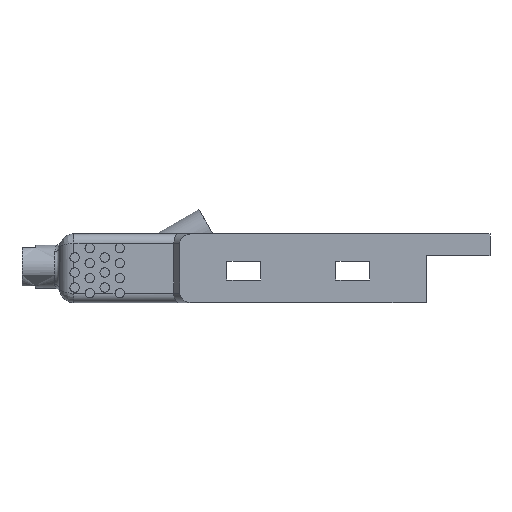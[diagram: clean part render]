
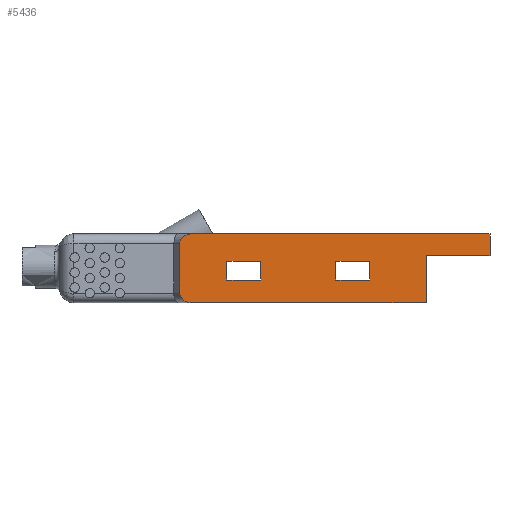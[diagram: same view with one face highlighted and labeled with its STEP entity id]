
A CAD part, front view. The second image highlights one B-rep face of the part: STEP entity #5436.
In plain terms, the highlighted planar face has unit normal (0, -1, 0).
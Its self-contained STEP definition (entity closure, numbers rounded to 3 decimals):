
#119=FACE_BOUND('',#1777,.T.);
#120=FACE_BOUND('',#1778,.T.);
#177=PLANE('',#5846);
#310=ELLIPSE('',#5844,0.614,0.5);
#311=ELLIPSE('',#5847,0.614,0.5);
#476=LINE('',#9144,#900);
#520=LINE('',#9691,#944);
#553=LINE('',#9889,#977);
#554=LINE('',#9892,#978);
#555=LINE('',#9894,#979);
#556=LINE('',#9895,#980);
#557=LINE('',#9898,#981);
#558=LINE('',#9900,#982);
#559=LINE('',#9902,#983);
#560=LINE('',#9903,#984);
#561=LINE('',#9906,#985);
#562=LINE('',#9908,#986);
#563=LINE('',#9910,#987);
#564=LINE('',#9911,#988);
#900=VECTOR('',#6390,10.);
#944=VECTOR('',#6574,10.);
#977=VECTOR('',#6745,10.);
#978=VECTOR('',#6748,10.);
#979=VECTOR('',#6749,10.);
#980=VECTOR('',#6750,10.);
#981=VECTOR('',#6751,10.);
#982=VECTOR('',#6752,10.);
#983=VECTOR('',#6753,10.);
#984=VECTOR('',#6754,10.);
#985=VECTOR('',#6755,10.);
#986=VECTOR('',#6756,10.);
#987=VECTOR('',#6757,10.);
#988=VECTOR('',#6758,10.);
#1401=FACE_OUTER_BOUND('',#1776,.T.);
#1776=EDGE_LOOP('',(#4459,#4460,#4461,#4462,#4463,#4464,#4465,#4466));
#1777=EDGE_LOOP('',(#4467,#4468,#4469,#4470));
#1778=EDGE_LOOP('',(#4471,#4472,#4473,#4474));
#2521=VERTEX_POINT('',#9141);
#2522=VERTEX_POINT('',#9143);
#2617=VERTEX_POINT('',#9688);
#2618=VERTEX_POINT('',#9690);
#2677=VERTEX_POINT('',#9883);
#2678=VERTEX_POINT('',#9888);
#2679=VERTEX_POINT('',#9891);
#2680=VERTEX_POINT('',#9893);
#2681=VERTEX_POINT('',#9896);
#2682=VERTEX_POINT('',#9897);
#2683=VERTEX_POINT('',#9899);
#2684=VERTEX_POINT('',#9901);
#2685=VERTEX_POINT('',#9904);
#2686=VERTEX_POINT('',#9905);
#2687=VERTEX_POINT('',#9907);
#2688=VERTEX_POINT('',#9909);
#3125=EDGE_CURVE('',#2521,#2522,#476,.T.);
#3248=EDGE_CURVE('',#2618,#2617,#520,.T.);
#3332=EDGE_CURVE('',#2677,#2521,#310,.T.);
#3333=EDGE_CURVE('',#2678,#2677,#553,.T.);
#3334=EDGE_CURVE('',#2618,#2678,#311,.T.);
#3335=EDGE_CURVE('',#2617,#2679,#554,.T.);
#3336=EDGE_CURVE('',#2679,#2680,#555,.T.);
#3337=EDGE_CURVE('',#2680,#2522,#556,.T.);
#3338=EDGE_CURVE('',#2681,#2682,#557,.T.);
#3339=EDGE_CURVE('',#2682,#2683,#558,.T.);
#3340=EDGE_CURVE('',#2683,#2684,#559,.T.);
#3341=EDGE_CURVE('',#2684,#2681,#560,.T.);
#3342=EDGE_CURVE('',#2685,#2686,#561,.T.);
#3343=EDGE_CURVE('',#2686,#2687,#562,.T.);
#3344=EDGE_CURVE('',#2687,#2688,#563,.T.);
#3345=EDGE_CURVE('',#2688,#2685,#564,.T.);
#4459=ORIENTED_EDGE('',*,*,#3332,.F.);
#4460=ORIENTED_EDGE('',*,*,#3333,.F.);
#4461=ORIENTED_EDGE('',*,*,#3334,.F.);
#4462=ORIENTED_EDGE('',*,*,#3248,.T.);
#4463=ORIENTED_EDGE('',*,*,#3335,.T.);
#4464=ORIENTED_EDGE('',*,*,#3336,.T.);
#4465=ORIENTED_EDGE('',*,*,#3337,.T.);
#4466=ORIENTED_EDGE('',*,*,#3125,.F.);
#4467=ORIENTED_EDGE('',*,*,#3338,.T.);
#4468=ORIENTED_EDGE('',*,*,#3339,.T.);
#4469=ORIENTED_EDGE('',*,*,#3340,.T.);
#4470=ORIENTED_EDGE('',*,*,#3341,.T.);
#4471=ORIENTED_EDGE('',*,*,#3342,.T.);
#4472=ORIENTED_EDGE('',*,*,#3343,.T.);
#4473=ORIENTED_EDGE('',*,*,#3344,.T.);
#4474=ORIENTED_EDGE('',*,*,#3345,.T.);
#5436=ADVANCED_FACE('',(#1401,#119,#120),#177,.T.);
#5844=AXIS2_PLACEMENT_3D('',#9885,#6739,#6740);
#5846=AXIS2_PLACEMENT_3D('',#9887,#6743,#6744);
#5847=AXIS2_PLACEMENT_3D('',#9890,#6746,#6747);
#6390=DIRECTION('',(1.,0.,0.));
#6574=DIRECTION('',(1.,0.,0.));
#6739=DIRECTION('center_axis',(0.,1.,0.));
#6740=DIRECTION('ref_axis',(-1.,0.,0.));
#6743=DIRECTION('center_axis',(0.,-1.,0.));
#6744=DIRECTION('ref_axis',(0.,0.,1.));
#6745=DIRECTION('',(0.,0.,1.));
#6746=DIRECTION('center_axis',(0.,1.,0.));
#6747=DIRECTION('ref_axis',(-1.,0.,0.));
#6748=DIRECTION('',(0.,0.,1.));
#6749=DIRECTION('',(1.,0.,0.));
#6750=DIRECTION('',(0.,0.,1.));
#6751=DIRECTION('',(0.,0.,1.));
#6752=DIRECTION('',(1.,0.,0.));
#6753=DIRECTION('',(0.,0.,-1.));
#6754=DIRECTION('',(-1.,0.,0.));
#6755=DIRECTION('',(0.,0.,1.));
#6756=DIRECTION('',(1.,0.,0.));
#6757=DIRECTION('',(0.,0.,-1.));
#6758=DIRECTION('',(-1.,0.,0.));
#9141=CARTESIAN_POINT('',(-15.886,-0.387,-0.085));
#9143=CARTESIAN_POINT('',(0.,-0.387,-0.085));
#9144=CARTESIAN_POINT('',(-7.5,-0.387,-0.085));
#9688=CARTESIAN_POINT('',(-3.4,-0.387,-3.735));
#9690=CARTESIAN_POINT('',(-15.886,-0.387,-3.735));
#9691=CARTESIAN_POINT('',(-15.,-0.387,-3.735));
#9883=CARTESIAN_POINT('',(-16.5,-0.387,-0.585));
#9885=CARTESIAN_POINT('Origin',(-15.886,-0.387,-0.585));
#9887=CARTESIAN_POINT('Origin',(-15.,-0.387,-3.735));
#9888=CARTESIAN_POINT('',(-16.5,-0.387,-3.235));
#9889=CARTESIAN_POINT('',(-16.5,-0.387,-0.335));
#9890=CARTESIAN_POINT('Origin',(-15.886,-0.387,-3.235));
#9891=CARTESIAN_POINT('',(-3.4,-0.387,-1.235));
#9892=CARTESIAN_POINT('',(-3.4,-0.387,-2.485));
#9893=CARTESIAN_POINT('',(0.,-0.387,-1.235));
#9894=CARTESIAN_POINT('',(-5.892,-0.387,-1.235));
#9895=CARTESIAN_POINT('',(0.,-0.387,-1.185));
#9896=CARTESIAN_POINT('',(-8.2,-0.387,-2.535));
#9897=CARTESIAN_POINT('',(-8.2,-0.387,-1.535));
#9898=CARTESIAN_POINT('',(-8.2,-0.387,-2.635));
#9899=CARTESIAN_POINT('',(-6.4,-0.387,-1.535));
#9900=CARTESIAN_POINT('',(-10.7,-0.387,-1.535));
#9901=CARTESIAN_POINT('',(-6.4,-0.387,-2.535));
#9902=CARTESIAN_POINT('',(-6.4,-0.387,-3.135));
#9903=CARTESIAN_POINT('',(-11.6,-0.387,-2.535));
#9904=CARTESIAN_POINT('',(-14.,-0.387,-2.535));
#9905=CARTESIAN_POINT('',(-14.,-0.387,-1.535));
#9906=CARTESIAN_POINT('',(-14.,-0.387,-2.635));
#9907=CARTESIAN_POINT('',(-12.2,-0.387,-1.535));
#9908=CARTESIAN_POINT('',(-13.6,-0.387,-1.535));
#9909=CARTESIAN_POINT('',(-12.2,-0.387,-2.535));
#9910=CARTESIAN_POINT('',(-12.2,-0.387,-3.135));
#9911=CARTESIAN_POINT('',(-14.5,-0.387,-2.535));
